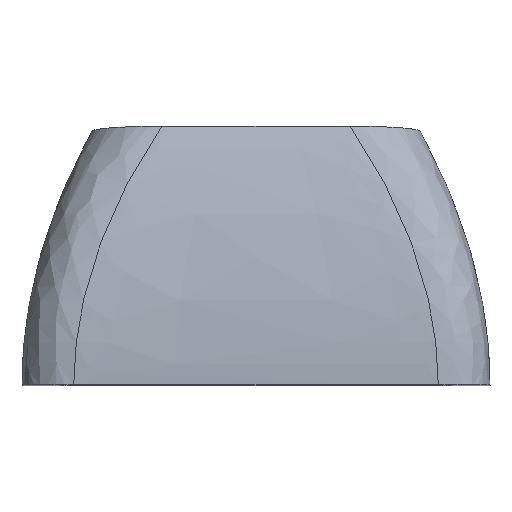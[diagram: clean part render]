
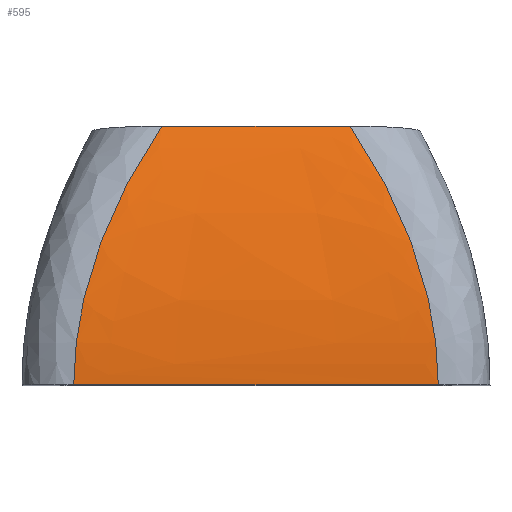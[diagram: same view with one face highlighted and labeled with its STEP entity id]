
A CAD part, top view. The second image highlights one B-rep face of the part: STEP entity #595.
In plain terms, the highlighted free-form (B-spline) face has degree [3, 3] with [4, 4] control points.
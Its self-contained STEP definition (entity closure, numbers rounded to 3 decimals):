
#24=LINE('',#1316,#69);
#25=LINE('',#1322,#70);
#69=VECTOR('',#673,10.);
#70=VECTOR('',#678,10.);
#135=B_SPLINE_SURFACE_WITH_KNOTS('',3,3,((#1494,#1495,#1496,#1497),(#1498,
#1499,#1500,#1501),(#1502,#1503,#1504,#1505),(#1506,#1507,#1508,#1509)),
 .UNSPECIFIED.,.F.,.F.,.F.,(4,4),(4,4),(0.,1.),(0.,1.),.UNSPECIFIED.);
#154=FACE_OUTER_BOUND('',#190,.T.);
#190=EDGE_LOOP('',(#477,#478,#479,#480));
#233=B_SPLINE_CURVE_WITH_KNOTS('',3,(#1358,#1359,#1360,#1361),
 .UNSPECIFIED.,.F.,.F.,(4,4),(0.,1.),.UNSPECIFIED.);
#239=B_SPLINE_CURVE_WITH_KNOTS('',3,(#1490,#1491,#1492,#1493),
 .UNSPECIFIED.,.F.,.F.,(4,4),(0.,1.),.UNSPECIFIED.);
#256=VERTEX_POINT('',#1301);
#263=VERTEX_POINT('',#1314);
#264=VERTEX_POINT('',#1318);
#266=VERTEX_POINT('',#1321);
#329=EDGE_CURVE('',#263,#256,#24,.T.);
#331=EDGE_CURVE('',#266,#264,#25,.T.);
#339=EDGE_CURVE('',#264,#256,#233,.T.);
#345=EDGE_CURVE('',#266,#263,#239,.T.);
#477=ORIENTED_EDGE('',*,*,#331,.T.);
#478=ORIENTED_EDGE('',*,*,#339,.T.);
#479=ORIENTED_EDGE('',*,*,#329,.F.);
#480=ORIENTED_EDGE('',*,*,#345,.F.);
#595=ADVANCED_FACE('',(#154),#135,.T.);
#673=DIRECTION('',(-1.,0.,0.));
#678=DIRECTION('',(-1.,0.,0.));
#1301=CARTESIAN_POINT('',(2.,0.,18.1));
#1314=CARTESIAN_POINT('',(16.1,0.,18.1));
#1316=CARTESIAN_POINT('',(16.1,0.,18.1));
#1318=CARTESIAN_POINT('',(5.4,10.009,15.363));
#1321=CARTESIAN_POINT('',(12.7,10.009,15.363));
#1322=CARTESIAN_POINT('',(12.7,10.009,15.363));
#1358=CARTESIAN_POINT('Ctrl Pts',(5.4,10.009,15.363));
#1359=CARTESIAN_POINT('Ctrl Pts',(3.133,6.672,17.188));
#1360=CARTESIAN_POINT('Ctrl Pts',(2.,3.189,18.1));
#1361=CARTESIAN_POINT('Ctrl Pts',(2.,0.,18.1));
#1490=CARTESIAN_POINT('Ctrl Pts',(12.7,10.009,15.363));
#1491=CARTESIAN_POINT('Ctrl Pts',(14.967,6.672,17.188));
#1492=CARTESIAN_POINT('Ctrl Pts',(16.1,3.189,18.1));
#1493=CARTESIAN_POINT('Ctrl Pts',(16.1,0.,18.1));
#1494=CARTESIAN_POINT('Ctrl Pts',(12.7,10.009,15.363));
#1495=CARTESIAN_POINT('Ctrl Pts',(14.967,6.672,17.188));
#1496=CARTESIAN_POINT('Ctrl Pts',(16.1,3.189,18.1));
#1497=CARTESIAN_POINT('Ctrl Pts',(16.1,0.,18.1));
#1498=CARTESIAN_POINT('Ctrl Pts',(11.286,10.009,15.363));
#1499=CARTESIAN_POINT('Ctrl Pts',(13.336,6.672,17.149));
#1500=CARTESIAN_POINT('Ctrl Pts',(15.053,3.189,18.1));
#1501=CARTESIAN_POINT('Ctrl Pts',(15.053,0.,
18.1));
#1502=CARTESIAN_POINT('Ctrl Pts',(6.814,10.009,15.363));
#1503=CARTESIAN_POINT('Ctrl Pts',(4.764,6.672,17.149));
#1504=CARTESIAN_POINT('Ctrl Pts',(3.047,3.189,18.1));
#1505=CARTESIAN_POINT('Ctrl Pts',(3.047,0.,
18.1));
#1506=CARTESIAN_POINT('Ctrl Pts',(5.4,10.009,15.363));
#1507=CARTESIAN_POINT('Ctrl Pts',(3.133,6.672,17.188));
#1508=CARTESIAN_POINT('Ctrl Pts',(2.,3.189,18.1));
#1509=CARTESIAN_POINT('Ctrl Pts',(2.,0.,18.1));
